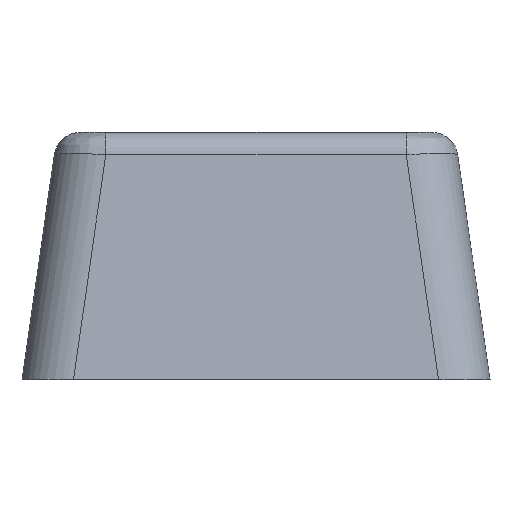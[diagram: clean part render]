
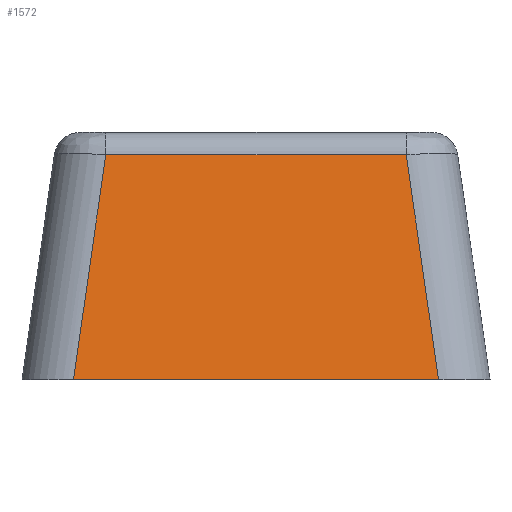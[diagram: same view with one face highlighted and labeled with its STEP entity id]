
A CAD part, left-side view. The second image highlights one B-rep face of the part: STEP entity #1572.
In plain terms, the highlighted planar face has unit normal (-0.99, 0, 0.142).
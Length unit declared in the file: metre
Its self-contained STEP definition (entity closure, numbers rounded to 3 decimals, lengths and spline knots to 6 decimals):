
#173=LINE('',#2312,#308);
#180=LINE('',#2340,#315);
#181=LINE('',#2342,#316);
#182=LINE('',#2344,#317);
#308=VECTOR('',#1833,1.);
#315=VECTOR('',#1856,1.);
#316=VECTOR('',#1857,1.);
#317=VECTOR('',#1858,1.);
#506=ORIENTED_EDGE('',*,*,#978,.T.);
#507=ORIENTED_EDGE('',*,*,#992,.T.);
#508=ORIENTED_EDGE('',*,*,#993,.T.);
#509=ORIENTED_EDGE('',*,*,#994,.T.);
#978=EDGE_CURVE('',#1222,#1221,#173,.T.);
#992=EDGE_CURVE('',#1221,#1235,#180,.T.);
#993=EDGE_CURVE('',#1235,#1236,#181,.F.);
#994=EDGE_CURVE('',#1236,#1222,#182,.F.);
#1221=VERTEX_POINT('',#2311);
#1222=VERTEX_POINT('',#2313);
#1235=VERTEX_POINT('',#2341);
#1236=VERTEX_POINT('',#2343);
#1343=EDGE_LOOP('',(#506,#507,#508,#509));
#1442=FACE_BOUND('',#1343,.T.);
#1536=PLANE('',#1701);
#1572=ADVANCED_FACE('',(#1442),#1536,.T.);
#1701=AXIS2_PLACEMENT_3D('',#2339,#1854,#1855);
#1833=DIRECTION('',(0.,-1.,0.));
#1854=DIRECTION('',(-0.99,0.,0.142));
#1855=DIRECTION('',(0.142,0.,0.99));
#1856=DIRECTION('',(0.141,0.141,0.98));
#1857=DIRECTION('',(0.,-1.,0.));
#1858=DIRECTION('',(0.141,-0.141,0.98));
#2311=CARTESIAN_POINT('',(0.064,-0.05502,0.));
#2312=CARTESIAN_POINT('',(0.064,-0.048,0.));
#2313=CARTESIAN_POINT('',(0.064,-0.04098,0.));
#2339=CARTESIAN_POINT('',(0.064,-0.057,0.));
#2340=CARTESIAN_POINT('',(0.063961,-0.05506,-0.000273));
#2341=CARTESIAN_POINT('',(0.065243,-0.053777,0.008642));
#2342=CARTESIAN_POINT('',(0.065243,-0.057,0.008642));
#2343=CARTESIAN_POINT('',(0.065243,-0.042223,0.008642));
#2344=CARTESIAN_POINT('',(0.064318,-0.041298,0.002213));
